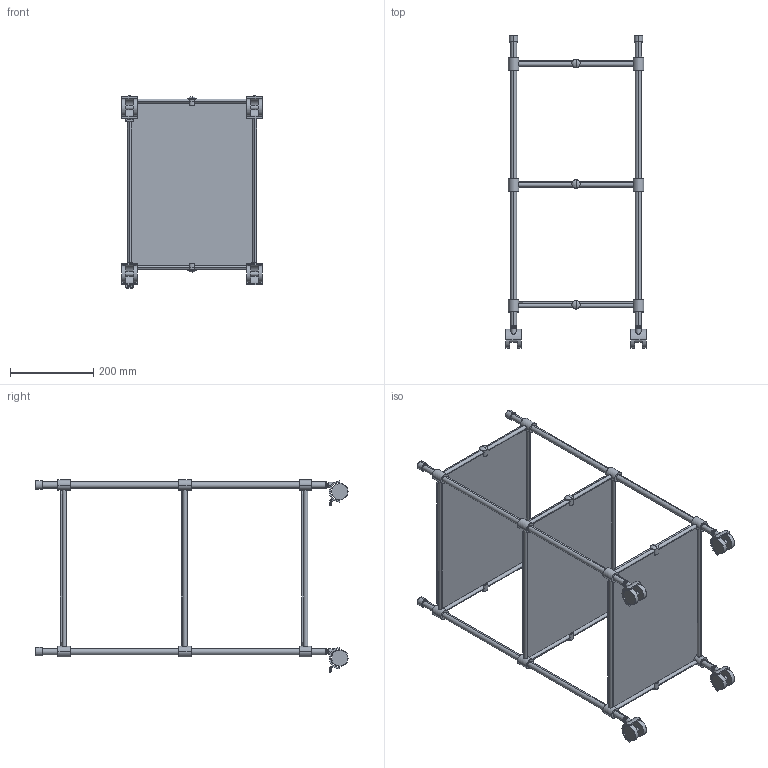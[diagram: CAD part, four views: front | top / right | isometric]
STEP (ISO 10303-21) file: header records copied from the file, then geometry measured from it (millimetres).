
FILE_DESCRIPTION (( 'STEP AP203' ), '1' );
FILE_NAME ('21560 - WEGA.STEP', '2013-04-06T11:00:36', ( '' ), ( '' ), 'SwSTEP 2.0', 'SolidWorks 2012', '' );
FILE_SCHEMA (( 'CONFIG_CONTROL_DESIGN' ));
Length unit declared in the file: millimetre
Products named in the file (11): 21560 - WEGA; TS-04 - klips ; TS-04 - szyba ; TS-01 - kó³ko luŸne; Czêœæ4^TS-01 - kó³ko luŸne; TS-04 - kó³ko; TS-04 - ramiê ; RTS-01 - kó³ko luŸne; RTR-01; RTS-04 - kó³ko; TS-03 - noga
Assembly tree (24 placements, depth 3):
  21560 - WEGA
    TS-03 - noga  x4
    RTS-01 - kó³ko luŸne  x2
      RTS-04 - kó³ko
      RTR-01
    TS-04 - ramiê   x3
    TS-01 - kó³ko luŸne  x2
      TS-04 - kó³ko
      Czêœæ4^TS-01 - kó³ko luŸne
    TS-04 - szyba   x3
    TS-04 - klips   x6
Bounding box: 338 x 750 x 461.75 mm (x, y, z)
Volume: 2555689.1 mm3; surface area: 1131062.2 mm2
Topology: 24 solids, 24 shells, 420 faces, 922 edges, 586 vertices
Faces by surface type: cylinder 184, plane 164, torus 44, bspline 16, sphere 12
Entity records: 7422 total; most frequent: CARTESIAN_POINT 2155, DIRECTION 867, ORIENTED_EDGE 710, AXIS2_PLACEMENT_3D 363, EDGE_CURVE 355, VERTEX_POINT 223, EDGE_LOOP 190, CIRCLE 178
